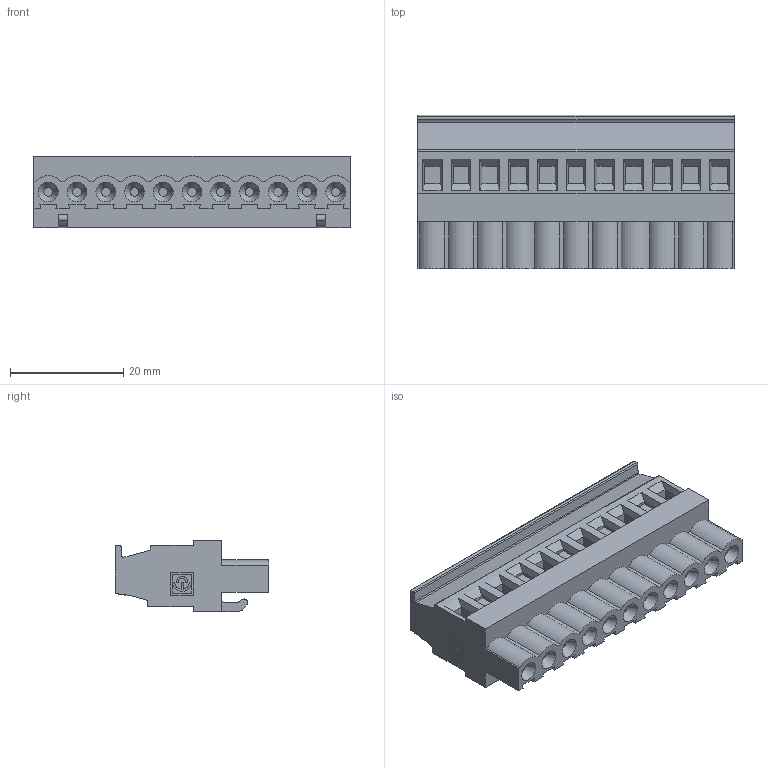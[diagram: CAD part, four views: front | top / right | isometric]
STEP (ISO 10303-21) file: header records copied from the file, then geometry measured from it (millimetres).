
FILE_DESCRIPTION(('STEP AP214'),'1');
FILE_NAME('SV06-10,16-P.stp','2021-06-28T14:25:19',(' '),(' '),'Spatial InterOp 3D',' ',' ');
FILE_SCHEMA(('AUTOMOTIVE_DESIGN { 1 0 10303 214 1 1 1 1 }'));
Length unit declared in the file: metre
Products named in the file (1): 1624890093
Bounding box: 55.88 x 27.1 x 12.7 mm (x, y, z)
Volume: 12058.4 mm3; surface area: 6668.4 mm2
Topology: 1 solids, 1 shells, 334 faces, 837 edges, 542 vertices
Faces by surface type: plane 259, cylinder 63, cone 11, extrusion 1
Full cylindrical faces by diameter (mm): 1.6 x11, 4 x11
Entity records: 12186 total; most frequent: CARTESIAN_POINT 1680, DIRECTION 1585, ORIENTED_EDGE 1568, EDGE_CURVE 784, VECTOR 607, LINE 606, VERTEX_POINT 522, AXIS2_PLACEMENT_3D 489
